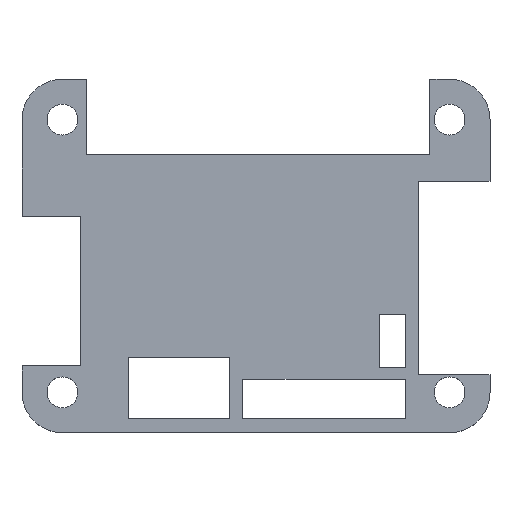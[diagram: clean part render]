
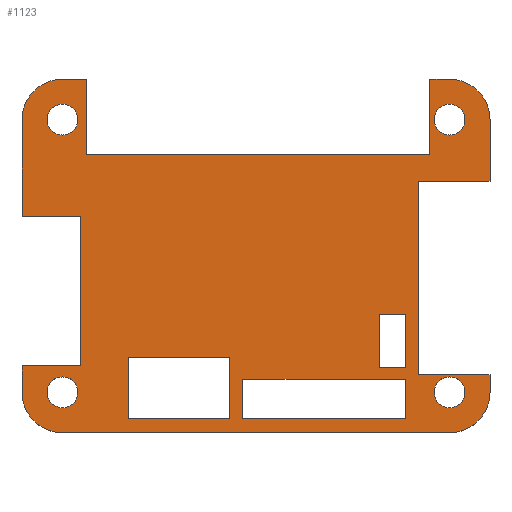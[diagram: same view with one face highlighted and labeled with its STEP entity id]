
A CAD part, top view. The second image highlights one B-rep face of the part: STEP entity #1123.
In plain terms, the highlighted planar face has unit normal (0, 0, 1).
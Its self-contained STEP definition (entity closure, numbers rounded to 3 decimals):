
#35=CIRCLE('',#1203,4.6);
#36=CIRCLE('',#1205,4.6);
#37=CIRCLE('',#1206,4.6);
#38=CIRCLE('',#1207,4.6);
#39=CIRCLE('',#1208,1.75);
#40=CIRCLE('',#1209,1.75);
#41=CIRCLE('',#1210,1.75);
#42=CIRCLE('',#1211,1.75);
#49=FACE_BOUND('',#162,.T.);
#50=FACE_BOUND('',#163,.T.);
#51=FACE_BOUND('',#164,.T.);
#52=FACE_BOUND('',#165,.T.);
#53=FACE_BOUND('',#166,.T.);
#54=FACE_BOUND('',#167,.T.);
#55=FACE_BOUND('',#168,.T.);
#101=FACE_OUTER_BOUND('',#161,.T.);
#161=EDGE_LOOP('',(#960,#961,#962,#963,#964,#965,#966,#967,#968,#969,#970,
#971,#972,#973,#974,#975,#976,#977,#978,#979));
#162=EDGE_LOOP('',(#980,#981,#982,#983));
#163=EDGE_LOOP('',(#984,#985,#986,#987));
#164=EDGE_LOOP('',(#988,#989,#990,#991));
#165=EDGE_LOOP('',(#992));
#166=EDGE_LOOP('',(#993));
#167=EDGE_LOOP('',(#994));
#168=EDGE_LOOP('',(#995));
#179=LINE('',#1516,#317);
#183=LINE('',#1523,#321);
#186=LINE('',#1529,#324);
#188=LINE('',#1532,#326);
#224=LINE('',#1608,#362);
#227=LINE('',#1612,#365);
#249=LINE('',#1657,#387);
#252=LINE('',#1663,#390);
#255=LINE('',#1668,#393);
#257=LINE('',#1672,#395);
#258=LINE('',#1674,#396);
#261=LINE('',#1680,#399);
#265=LINE('',#1686,#403);
#267=LINE('',#1690,#405);
#268=LINE('',#1692,#406);
#270=LINE('',#1698,#408);
#276=LINE('',#1710,#414);
#278=LINE('',#1716,#416);
#284=LINE('',#1728,#422);
#286=LINE('',#1734,#424);
#292=LINE('',#1746,#430);
#294=LINE('',#1749,#432);
#296=LINE('',#1752,#434);
#298=LINE('',#1755,#436);
#300=LINE('',#1759,#438);
#303=LINE('',#1763,#441);
#305=LINE('',#1766,#443);
#308=LINE('',#1802,#446);
#317=VECTOR('',#1226,10.);
#321=VECTOR('',#1232,10.);
#324=VECTOR('',#1237,10.);
#326=VECTOR('',#1241,10.);
#362=VECTOR('',#1293,10.);
#365=VECTOR('',#1296,10.);
#387=VECTOR('',#1334,10.);
#390=VECTOR('',#1339,10.);
#393=VECTOR('',#1344,10.);
#395=VECTOR('',#1348,10.);
#396=VECTOR('',#1351,10.);
#399=VECTOR('',#1356,10.);
#403=VECTOR('',#1362,10.);
#405=VECTOR('',#1366,10.);
#406=VECTOR('',#1369,10.);
#408=VECTOR('',#1373,10.);
#414=VECTOR('',#1381,10.);
#416=VECTOR('',#1385,10.);
#422=VECTOR('',#1393,10.);
#424=VECTOR('',#1397,10.);
#430=VECTOR('',#1405,10.);
#432=VECTOR('',#1409,10.);
#434=VECTOR('',#1413,10.);
#436=VECTOR('',#1417,10.);
#438=VECTOR('',#1421,10.);
#441=VECTOR('',#1426,10.);
#443=VECTOR('',#1430,10.);
#446=VECTOR('',#1475,10.);
#455=VERTEX_POINT('',#1513);
#456=VERTEX_POINT('',#1515);
#458=VERTEX_POINT('',#1521);
#460=VERTEX_POINT('',#1527);
#486=VERTEX_POINT('',#1596);
#491=VERTEX_POINT('',#1605);
#492=VERTEX_POINT('',#1607);
#493=VERTEX_POINT('',#1610);
#507=VERTEX_POINT('',#1654);
#508=VERTEX_POINT('',#1656);
#509=VERTEX_POINT('',#1660);
#510=VERTEX_POINT('',#1662);
#511=VERTEX_POINT('',#1666);
#512=VERTEX_POINT('',#1670);
#513=VERTEX_POINT('',#1677);
#514=VERTEX_POINT('',#1679);
#515=VERTEX_POINT('',#1684);
#516=VERTEX_POINT('',#1688);
#518=VERTEX_POINT('',#1695);
#519=VERTEX_POINT('',#1697);
#521=VERTEX_POINT('',#1703);
#524=VERTEX_POINT('',#1708);
#526=VERTEX_POINT('',#1713);
#527=VERTEX_POINT('',#1715);
#529=VERTEX_POINT('',#1721);
#532=VERTEX_POINT('',#1726);
#534=VERTEX_POINT('',#1731);
#535=VERTEX_POINT('',#1733);
#537=VERTEX_POINT('',#1739);
#540=VERTEX_POINT('',#1744);
#552=VERTEX_POINT('',#1799);
#553=VERTEX_POINT('',#1801);
#554=VERTEX_POINT('',#1804);
#555=VERTEX_POINT('',#1806);
#556=VERTEX_POINT('',#1808);
#557=VERTEX_POINT('',#1810);
#560=EDGE_CURVE('',#456,#455,#179,.T.);
#564=EDGE_CURVE('',#455,#458,#183,.T.);
#567=EDGE_CURVE('',#458,#460,#186,.T.);
#569=EDGE_CURVE('',#460,#456,#188,.T.);
#605=EDGE_CURVE('',#492,#491,#224,.T.);
#608=EDGE_CURVE('',#486,#493,#227,.T.);
#630=EDGE_CURVE('',#508,#507,#249,.T.);
#633=EDGE_CURVE('',#510,#509,#252,.T.);
#636=EDGE_CURVE('',#493,#511,#255,.T.);
#638=EDGE_CURVE('',#511,#512,#257,.T.);
#639=EDGE_CURVE('',#512,#486,#258,.T.);
#642=EDGE_CURVE('',#514,#513,#261,.T.);
#646=EDGE_CURVE('',#491,#515,#265,.T.);
#648=EDGE_CURVE('',#515,#516,#267,.T.);
#649=EDGE_CURVE('',#516,#492,#268,.T.);
#651=EDGE_CURVE('',#519,#518,#270,.T.);
#657=EDGE_CURVE('',#521,#524,#276,.T.);
#659=EDGE_CURVE('',#527,#526,#278,.T.);
#665=EDGE_CURVE('',#529,#532,#284,.T.);
#667=EDGE_CURVE('',#535,#534,#286,.T.);
#673=EDGE_CURVE('',#537,#540,#292,.T.);
#675=EDGE_CURVE('',#509,#529,#294,.T.);
#677=EDGE_CURVE('',#526,#510,#296,.T.);
#679=EDGE_CURVE('',#518,#508,#298,.T.);
#681=EDGE_CURVE('',#507,#521,#300,.T.);
#684=EDGE_CURVE('',#513,#537,#303,.T.);
#686=EDGE_CURVE('',#534,#514,#305,.T.);
#701=EDGE_CURVE('',#527,#524,#35,.T.);
#702=EDGE_CURVE('',#535,#532,#36,.T.);
#703=EDGE_CURVE('',#552,#540,#37,.T.);
#704=EDGE_CURVE('',#552,#553,#308,.T.);
#705=EDGE_CURVE('',#519,#553,#38,.T.);
#706=EDGE_CURVE('',#554,#554,#39,.T.);
#707=EDGE_CURVE('',#555,#555,#40,.T.);
#708=EDGE_CURVE('',#556,#556,#41,.T.);
#709=EDGE_CURVE('',#557,#557,#42,.T.);
#960=ORIENTED_EDGE('',*,*,#681,.T.);
#961=ORIENTED_EDGE('',*,*,#657,.T.);
#962=ORIENTED_EDGE('',*,*,#701,.F.);
#963=ORIENTED_EDGE('',*,*,#659,.T.);
#964=ORIENTED_EDGE('',*,*,#677,.T.);
#965=ORIENTED_EDGE('',*,*,#633,.T.);
#966=ORIENTED_EDGE('',*,*,#675,.T.);
#967=ORIENTED_EDGE('',*,*,#665,.T.);
#968=ORIENTED_EDGE('',*,*,#702,.F.);
#969=ORIENTED_EDGE('',*,*,#667,.T.);
#970=ORIENTED_EDGE('',*,*,#686,.T.);
#971=ORIENTED_EDGE('',*,*,#642,.T.);
#972=ORIENTED_EDGE('',*,*,#684,.T.);
#973=ORIENTED_EDGE('',*,*,#673,.T.);
#974=ORIENTED_EDGE('',*,*,#703,.F.);
#975=ORIENTED_EDGE('',*,*,#704,.T.);
#976=ORIENTED_EDGE('',*,*,#705,.F.);
#977=ORIENTED_EDGE('',*,*,#651,.T.);
#978=ORIENTED_EDGE('',*,*,#679,.T.);
#979=ORIENTED_EDGE('',*,*,#630,.T.);
#980=ORIENTED_EDGE('',*,*,#560,.T.);
#981=ORIENTED_EDGE('',*,*,#564,.T.);
#982=ORIENTED_EDGE('',*,*,#567,.T.);
#983=ORIENTED_EDGE('',*,*,#569,.T.);
#984=ORIENTED_EDGE('',*,*,#608,.T.);
#985=ORIENTED_EDGE('',*,*,#636,.T.);
#986=ORIENTED_EDGE('',*,*,#638,.T.);
#987=ORIENTED_EDGE('',*,*,#639,.T.);
#988=ORIENTED_EDGE('',*,*,#605,.T.);
#989=ORIENTED_EDGE('',*,*,#646,.T.);
#990=ORIENTED_EDGE('',*,*,#648,.T.);
#991=ORIENTED_EDGE('',*,*,#649,.T.);
#992=ORIENTED_EDGE('',*,*,#706,.T.);
#993=ORIENTED_EDGE('',*,*,#707,.T.);
#994=ORIENTED_EDGE('',*,*,#708,.T.);
#995=ORIENTED_EDGE('',*,*,#709,.T.);
#1076=PLANE('',#1204);
#1123=ADVANCED_FACE('',(#101,#49,#50,#51,#52,#53,#54,#55),#1076,.T.);
#1203=AXIS2_PLACEMENT_3D('',#1796,#1467,#1468);
#1204=AXIS2_PLACEMENT_3D('',#1797,#1469,#1470);
#1205=AXIS2_PLACEMENT_3D('',#1798,#1471,#1472);
#1206=AXIS2_PLACEMENT_3D('',#1800,#1473,#1474);
#1207=AXIS2_PLACEMENT_3D('',#1803,#1476,#1477);
#1208=AXIS2_PLACEMENT_3D('',#1805,#1478,#1479);
#1209=AXIS2_PLACEMENT_3D('',#1807,#1480,#1481);
#1210=AXIS2_PLACEMENT_3D('',#1809,#1482,#1483);
#1211=AXIS2_PLACEMENT_3D('',#1811,#1484,#1485);
#1226=DIRECTION('',(-1.,0.,0.));
#1232=DIRECTION('',(0.,1.,0.));
#1237=DIRECTION('',(1.,0.,0.));
#1241=DIRECTION('',(0.,-1.,0.));
#1293=DIRECTION('',(-1.,0.,0.));
#1296=DIRECTION('',(-1.,0.,0.));
#1334=DIRECTION('',(0.,1.,0.));
#1339=DIRECTION('',(-1.,0.,0.));
#1344=DIRECTION('',(0.,1.,0.));
#1348=DIRECTION('',(1.,0.,0.));
#1351=DIRECTION('',(0.,-1.,0.));
#1356=DIRECTION('',(0.,-1.,0.));
#1362=DIRECTION('',(0.,1.,0.));
#1366=DIRECTION('',(1.,0.,0.));
#1369=DIRECTION('',(0.,-1.,0.));
#1373=DIRECTION('',(0.,1.,0.));
#1381=DIRECTION('',(0.,1.,0.));
#1385=DIRECTION('',(-1.,0.,0.));
#1393=DIRECTION('',(-1.,0.,0.));
#1397=DIRECTION('',(0.,-1.,0.));
#1405=DIRECTION('',(0.,-1.,0.));
#1409=DIRECTION('',(0.,1.,0.));
#1413=DIRECTION('',(0.,-1.,0.));
#1417=DIRECTION('',(-1.,0.,0.));
#1421=DIRECTION('',(1.,0.,0.));
#1426=DIRECTION('',(-1.,0.,0.));
#1430=DIRECTION('',(1.,0.,0.));
#1467=DIRECTION('center_axis',(0.,0.,-1.));
#1468=DIRECTION('ref_axis',(0.707,0.707,0.));
#1469=DIRECTION('center_axis',(0.,0.,1.));
#1470=DIRECTION('ref_axis',(1.,0.,0.));
#1471=DIRECTION('center_axis',(0.,0.,-1.));
#1472=DIRECTION('ref_axis',(-0.707,0.707,0.));
#1473=DIRECTION('center_axis',(0.,0.,-1.));
#1474=DIRECTION('ref_axis',(-0.707,-0.707,0.));
#1475=DIRECTION('',(1.,0.,0.));
#1476=DIRECTION('center_axis',(0.,0.,-1.));
#1477=DIRECTION('ref_axis',(0.707,-0.707,0.));
#1478=DIRECTION('center_axis',(0.,0.,-1.));
#1479=DIRECTION('ref_axis',(1.,0.,0.));
#1480=DIRECTION('center_axis',(0.,0.,-1.));
#1481=DIRECTION('ref_axis',(1.,0.,0.));
#1482=DIRECTION('center_axis',(0.,0.,-1.));
#1483=DIRECTION('ref_axis',(1.,0.,0.));
#1484=DIRECTION('center_axis',(0.,0.,-1.));
#1485=DIRECTION('ref_axis',(1.,0.,0.));
#1513=CARTESIAN_POINT('',(40.6,7.4,4.));
#1515=CARTESIAN_POINT('',(43.6,7.4,4.));
#1516=CARTESIAN_POINT('',(33.6,7.4,4.));
#1521=CARTESIAN_POINT('',(40.6,13.4,4.));
#1523=CARTESIAN_POINT('',(40.6,16.75,4.));
#1527=CARTESIAN_POINT('',(43.6,13.4,4.));
#1529=CARTESIAN_POINT('',(35.1,13.4,4.));
#1532=CARTESIAN_POINT('',(43.6,13.75,4.));
#1596=CARTESIAN_POINT('',(43.6,1.6,4.));
#1605=CARTESIAN_POINT('',(12.1,1.6,4.));
#1607=CARTESIAN_POINT('',(23.6,1.6,4.));
#1608=CARTESIAN_POINT('',(19.35,1.6,4.));
#1610=CARTESIAN_POINT('',(25.1,1.6,4.));
#1612=CARTESIAN_POINT('',(25.85,1.6,4.));
#1654=CARTESIAN_POINT('',(45.1,28.6,4.));
#1656=CARTESIAN_POINT('',(45.1,6.6,4.));
#1657=CARTESIAN_POINT('',(45.1,24.35,4.));
#1660=CARTESIAN_POINT('',(7.35,31.6,4.));
#1662=CARTESIAN_POINT('',(46.35,31.6,4.));
#1663=CARTESIAN_POINT('',(16.975,31.6,4.));
#1666=CARTESIAN_POINT('',(25.1,6.1,4.));
#1668=CARTESIAN_POINT('',(25.1,13.1,4.));
#1670=CARTESIAN_POINT('',(43.6,6.1,4.));
#1672=CARTESIAN_POINT('',(35.1,6.1,4.));
#1674=CARTESIAN_POINT('',(43.6,10.85,4.));
#1677=CARTESIAN_POINT('',(6.6,7.6,4.));
#1679=CARTESIAN_POINT('',(6.6,24.6,4.));
#1680=CARTESIAN_POINT('',(6.6,13.85,4.));
#1684=CARTESIAN_POINT('',(12.1,8.6,4.));
#1686=CARTESIAN_POINT('',(12.1,14.35,4.));
#1688=CARTESIAN_POINT('',(23.6,8.6,4.));
#1690=CARTESIAN_POINT('',(25.1,8.6,4.));
#1692=CARTESIAN_POINT('',(23.6,10.85,4.));
#1695=CARTESIAN_POINT('',(53.2,6.6,4.));
#1697=CARTESIAN_POINT('',(53.2,4.6,4.));
#1698=CARTESIAN_POINT('',(53.2,0.,4.));
#1703=CARTESIAN_POINT('',(53.2,28.6,4.));
#1708=CARTESIAN_POINT('',(53.2,35.6,4.));
#1710=CARTESIAN_POINT('',(53.2,0.,4.));
#1713=CARTESIAN_POINT('',(46.35,40.2,4.));
#1715=CARTESIAN_POINT('',(48.6,40.2,4.));
#1716=CARTESIAN_POINT('',(53.2,40.2,4.));
#1721=CARTESIAN_POINT('',(7.35,40.2,4.));
#1726=CARTESIAN_POINT('',(4.6,40.2,4.));
#1728=CARTESIAN_POINT('',(53.2,40.2,4.));
#1731=CARTESIAN_POINT('',(0.,24.6,4.));
#1733=CARTESIAN_POINT('',(0.,35.6,4.));
#1734=CARTESIAN_POINT('',(0.,40.2,4.));
#1739=CARTESIAN_POINT('',(0.,7.6,4.));
#1744=CARTESIAN_POINT('',(0.,4.6,4.));
#1746=CARTESIAN_POINT('',(0.,40.2,4.));
#1749=CARTESIAN_POINT('',(7.35,30.15,4.));
#1752=CARTESIAN_POINT('',(46.35,25.85,4.));
#1755=CARTESIAN_POINT('',(35.85,6.6,4.));
#1759=CARTESIAN_POINT('',(39.9,28.6,4.));
#1763=CARTESIAN_POINT('',(13.3,7.6,4.));
#1766=CARTESIAN_POINT('',(16.6,24.6,4.));
#1796=CARTESIAN_POINT('Origin',(48.6,35.6,4.));
#1797=CARTESIAN_POINT('Origin',(26.6,20.1,4.));
#1798=CARTESIAN_POINT('Origin',(4.6,35.6,4.));
#1799=CARTESIAN_POINT('',(4.6,0.,4.));
#1800=CARTESIAN_POINT('Origin',(4.6,4.6,4.));
#1801=CARTESIAN_POINT('',(48.6,0.,4.));
#1802=CARTESIAN_POINT('',(0.,0.,4.));
#1803=CARTESIAN_POINT('Origin',(48.6,4.6,4.));
#1804=CARTESIAN_POINT('',(46.85,4.6,4.));
#1805=CARTESIAN_POINT('Origin',(48.6,4.6,4.));
#1806=CARTESIAN_POINT('',(46.85,35.6,4.));
#1807=CARTESIAN_POINT('Origin',(48.6,35.6,4.));
#1808=CARTESIAN_POINT('',(2.85,4.6,4.));
#1809=CARTESIAN_POINT('Origin',(4.6,4.6,4.));
#1810=CARTESIAN_POINT('',(2.85,35.6,4.));
#1811=CARTESIAN_POINT('Origin',(4.6,35.6,4.));
